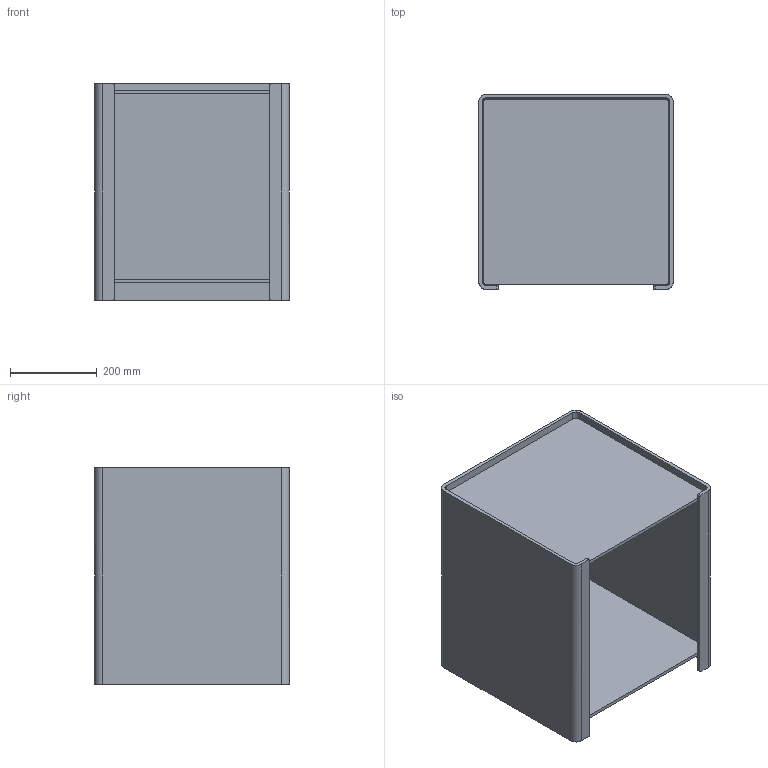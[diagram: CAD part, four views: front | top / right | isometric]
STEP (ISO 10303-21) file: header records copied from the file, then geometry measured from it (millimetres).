
FILE_DESCRIPTION(/* description */ (''),/* implementation_level */ '2;1');
FILE_NAME(/* name */ '1904-2T - Milo',/* time_stamp */ '2010-11-04T10:00:40+01:00',/* author */ (''),/* organization */ (''),/* preprocessor_version */ 'ST-DEVELOPER v10',/* originating_system */ '',/* authorisation */ '');
FILE_SCHEMA (('CONFIG_CONTROL_DESIGN'));
Length unit declared in the file: centimetre
Products named in the file (1): 1
Bounding box: 450 x 450 x 500 mm (x, y, z)
Volume: 8478067.6 mm3; surface area: 2180218.8 mm2
Topology: 11 solids, 11 shells, 94 faces, 216 edges, 144 vertices
Faces by surface type: plane 74, bspline 20
Entity records: 2396 total; most frequent: CARTESIAN_POINT 812, ORIENTED_EDGE 432, EDGE_CURVE 216, B_SPLINE_CURVE_WITH_KNOTS 176, VERTEX_POINT 144, ADVANCED_FACE 94, FACE_OUTER_BOUND 94, EDGE_LOOP 94
